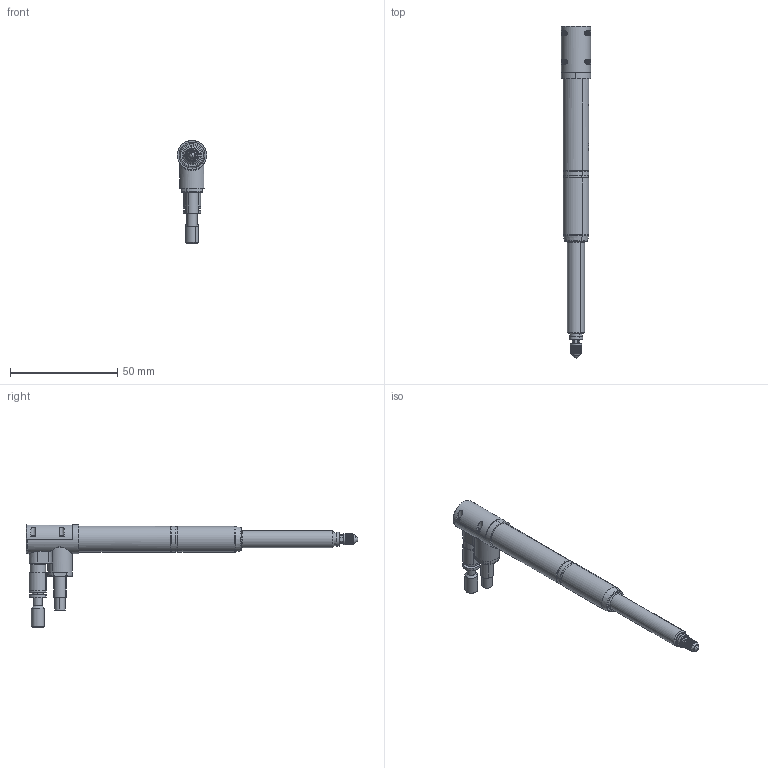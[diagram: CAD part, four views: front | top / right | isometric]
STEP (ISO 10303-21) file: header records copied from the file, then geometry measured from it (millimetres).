
FILE_DESCRIPTION(('CATIA V5 STEP'),'2;1');
FILE_NAME('DK830SVR.stp','2011-10-27T23:52:34+00:00',('none'),('none'),'CATIA Version 5 Release 19 SP 6 (IN-10)','CATIA V5 STEP AP214','none');
FILE_SCHEMA(('AUTOMOTIVE_DESIGN { 1 0 10303 214 1 1 1 1 }'));
Length unit declared in the file: millimetre
Products named in the file (1): CompleteAssy_DK830SLR_A1A003151_AllCATPart
Bounding box: 13.6 x 154.5 x 47.9 mm (x, y, z)
Volume: 17091.2 mm3; surface area: 7972.7 mm2
Topology: 1 solids, 14 shells, 766 faces, 2011 edges, 1321 vertices
Faces by surface type: plane 386, cylinder 251, extrusion 48, torus 43, cone 28, bspline 8, sphere 2
Entity records: 37458 total; most frequent: CARTESIAN_POINT 15408, ORIENTED_EDGE 4018, DIRECTION 2376, EDGE_CURVE 2009, VERTEX_POINT 1321, AXIS2_PLACEMENT_3D 986, VECTOR 855, EDGE_LOOP 828
